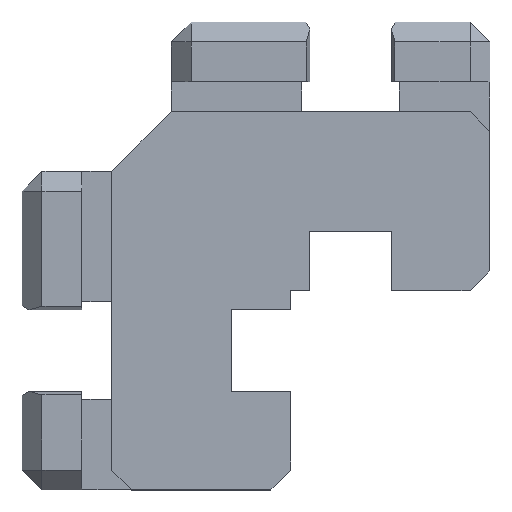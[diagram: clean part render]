
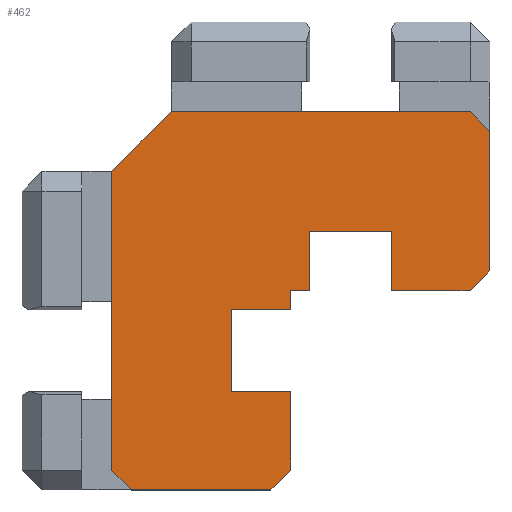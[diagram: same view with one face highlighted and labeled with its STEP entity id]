
A CAD part, front view. The second image highlights one B-rep face of the part: STEP entity #462.
In plain terms, the highlighted planar face has unit normal (0, -1, 0).
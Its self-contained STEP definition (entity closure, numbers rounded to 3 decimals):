
#38 = CARTESIAN_POINT ( 'NONE',  ( 6., -2.6, 0. ) ) ;
#72 = DIRECTION ( 'NONE',  ( 0., 0., -1. ) ) ;
#178 = CARTESIAN_POINT ( 'NONE',  ( 8., -2.6, -19. ) ) ;
#186 = CARTESIAN_POINT ( 'NONE',  ( 0., -2.6, -3. ) ) ;
#217 = VERTEX_POINT ( 'NONE', #3209 ) ;
#240 = CARTESIAN_POINT ( 'NONE',  ( 1., -2.6, -19. ) ) ;
#255 = VERTEX_POINT ( 'NONE', #1663 ) ;
#266 = ORIENTED_EDGE ( 'NONE', *, *, #1831, .T. ) ;
#277 = VERTEX_POINT ( 'NONE', #1649 ) ;
#284 = EDGE_CURVE ( 'NONE', #1185, #1186, #550, .T. ) ;
#326 = EDGE_CURVE ( 'NONE', #1926, #1654, #637, .T. ) ;
#349 = VECTOR ( 'NONE', #3160, 1000. ) ;
#358 = CARTESIAN_POINT ( 'NONE',  ( 9., -2.6, -9. ) ) ;
#417 = EDGE_CURVE ( 'NONE', #3391, #3338, #3437, .T. ) ;
#462 = ADVANCED_FACE ( 'NONE', ( #524 ), #1714, .F. ) ;
#485 = VECTOR ( 'NONE', #2085, 1000. ) ;
#498 = EDGE_CURVE ( 'NONE', #848, #3409, #1176, .T. ) ;
#509 = EDGE_CURVE ( 'NONE', #1568, #217, #2423, .T. ) ;
#524 = FACE_OUTER_BOUND ( 'NONE', #2161, .T. ) ;
#531 = ORIENTED_EDGE ( 'NONE', *, *, #2959, .F. ) ;
#550 = LINE ( 'NONE', #2520, #1294 ) ;
#555 = VECTOR ( 'NONE', #1834, 1000. ) ;
#570 = ORIENTED_EDGE ( 'NONE', *, *, #1144, .F. ) ;
#580 = DIRECTION ( 'NONE',  ( 0., 0., -1. ) ) ;
#633 = DIRECTION ( 'NONE',  ( -1., 0., 0. ) ) ;
#637 = LINE ( 'NONE', #2507, #1031 ) ;
#638 = DIRECTION ( 'NONE',  ( 1., 0., 0. ) ) ;
#652 = VECTOR ( 'NONE', #3202, 1000. ) ;
#653 = VERTEX_POINT ( 'NONE', #3369 ) ;
#667 = CARTESIAN_POINT ( 'NONE',  ( 19., -2.6, -1. ) ) ;
#669 = DIRECTION ( 'NONE',  ( -1., 0., 0. ) ) ;
#681 = CARTESIAN_POINT ( 'NONE',  ( 3., -2.6, 0. ) ) ;
#701 = LINE ( 'NONE', #2787, #1362 ) ;
#726 = CARTESIAN_POINT ( 'NONE',  ( 19., -2.6, 0. ) ) ;
#770 = VECTOR ( 'NONE', #1368, 1000. ) ;
#804 = CARTESIAN_POINT ( 'NONE',  ( 6., -2.6, -14.046 ) ) ;
#848 = VERTEX_POINT ( 'NONE', #1348 ) ;
#855 = VERTEX_POINT ( 'NONE', #1367 ) ;
#859 = ORIENTED_EDGE ( 'NONE', *, *, #1022, .F. ) ;
#867 = ORIENTED_EDGE ( 'NONE', *, *, #1754, .T. ) ;
#882 = CARTESIAN_POINT ( 'NONE',  ( 9., -2.6, -14.046 ) ) ;
#898 = DIRECTION ( 'NONE',  ( 0., 0., 1. ) ) ;
#919 = VECTOR ( 'NONE', #1869, 1000. ) ;
#944 = CARTESIAN_POINT ( 'NONE',  ( 9., -2.6, -9.954 ) ) ;
#963 = LINE ( 'NONE', #1313, #2304 ) ;
#976 = CARTESIAN_POINT ( 'NONE',  ( 0., -2.6, -18. ) ) ;
#1021 = DIRECTION ( 'NONE',  ( 0., 0., -1. ) ) ;
#1022 = EDGE_CURVE ( 'NONE', #2185, #855, #2220, .T. ) ;
#1031 = VECTOR ( 'NONE', #72, 1000. ) ;
#1037 = LINE ( 'NONE', #1853, #2374 ) ;
#1089 = VECTOR ( 'NONE', #1747, 1000. ) ;
#1097 = ORIENTED_EDGE ( 'NONE', *, *, #1234, .T. ) ;
#1104 = EDGE_CURVE ( 'NONE', #1605, #1186, #1809, .T. ) ;
#1144 = EDGE_CURVE ( 'NONE', #1926, #653, #1730, .T. ) ;
#1145 = VERTEX_POINT ( 'NONE', #1597 ) ;
#1176 = LINE ( 'NONE', #358, #1089 ) ;
#1185 = VERTEX_POINT ( 'NONE', #2138 ) ;
#1186 = VERTEX_POINT ( 'NONE', #240 ) ;
#1192 = ORIENTED_EDGE ( 'NONE', *, *, #326, .T. ) ;
#1212 = CARTESIAN_POINT ( 'NONE',  ( 6., -2.6, -9.954 ) ) ;
#1234 = EDGE_CURVE ( 'NONE', #2185, #3338, #1396, .T. ) ;
#1267 = ORIENTED_EDGE ( 'NONE', *, *, #3022, .F. ) ;
#1294 = VECTOR ( 'NONE', #633, 1000. ) ;
#1313 = CARTESIAN_POINT ( 'NONE',  ( 0., -2.6, -19. ) ) ;
#1328 = DIRECTION ( 'NONE',  ( 0., 0., 1. ) ) ;
#1348 = CARTESIAN_POINT ( 'NONE',  ( 9., -2.6, -9. ) ) ;
#1354 = VECTOR ( 'NONE', #580, 1000. ) ;
#1362 = VECTOR ( 'NONE', #638, 1000. ) ;
#1367 = CARTESIAN_POINT ( 'NONE',  ( 9., -2.6, -18. ) ) ;
#1368 = DIRECTION ( 'NONE',  ( 1., 0., 0. ) ) ;
#1396 = LINE ( 'NONE', #804, #652 ) ;
#1489 = DIRECTION ( 'NONE',  ( -0.707, 0., 0.707 ) ) ;
#1531 = VERTEX_POINT ( 'NONE', #2531 ) ;
#1568 = VERTEX_POINT ( 'NONE', #667 ) ;
#1597 = CARTESIAN_POINT ( 'NONE',  ( 0., -2.6, -3. ) ) ;
#1605 = VERTEX_POINT ( 'NONE', #976 ) ;
#1634 = VECTOR ( 'NONE', #2607, 1000. ) ;
#1649 = CARTESIAN_POINT ( 'NONE',  ( 18., -2.6, -9. ) ) ;
#1654 = VERTEX_POINT ( 'NONE', #2327 ) ;
#1663 = CARTESIAN_POINT ( 'NONE',  ( 19., -2.6, -8. ) ) ;
#1714 = PLANE ( 'NONE',  #3267 ) ;
#1730 = LINE ( 'NONE', #3415, #919 ) ;
#1745 = ORIENTED_EDGE ( 'NONE', *, *, #1837, .F. ) ;
#1747 = DIRECTION ( 'NONE',  ( 0., 0., -1. ) ) ;
#1754 = EDGE_CURVE ( 'NONE', #1531, #653, #2621, .T. ) ;
#1804 = LINE ( 'NONE', #2346, #1634 ) ;
#1809 = LINE ( 'NONE', #2895, #349 ) ;
#1831 = EDGE_CURVE ( 'NONE', #1185, #855, #2549, .T. ) ;
#1834 = DIRECTION ( 'NONE',  ( 0.707, 0., 0.707 ) ) ;
#1837 = EDGE_CURVE ( 'NONE', #1568, #255, #1855, .T. ) ;
#1853 = CARTESIAN_POINT ( 'NONE',  ( 19., -2.6, -9. ) ) ;
#1855 = LINE ( 'NONE', #726, #3169 ) ;
#1864 = ORIENTED_EDGE ( 'NONE', *, *, #2342, .F. ) ;
#1869 = DIRECTION ( 'NONE',  ( -1., 0., 0. ) ) ;
#1884 = EDGE_CURVE ( 'NONE', #1605, #1145, #963, .T. ) ;
#1926 = VERTEX_POINT ( 'NONE', #3181 ) ;
#1980 = CARTESIAN_POINT ( 'NONE',  ( 0., -2.6, 0. ) ) ;
#1986 = ORIENTED_EDGE ( 'NONE', *, *, #498, .F. ) ;
#1987 = CARTESIAN_POINT ( 'NONE',  ( 6., -2.6, -14.046 ) ) ;
#2003 = LINE ( 'NONE', #186, #555 ) ;
#2024 = ORIENTED_EDGE ( 'NONE', *, *, #284, .F. ) ;
#2029 = CARTESIAN_POINT ( 'NONE',  ( 19., -2.6, -9. ) ) ;
#2048 = ORIENTED_EDGE ( 'NONE', *, *, #3110, .T. ) ;
#2055 = ORIENTED_EDGE ( 'NONE', *, *, #1884, .F. ) ;
#2085 = DIRECTION ( 'NONE',  ( 0.707, 0., 0.707 ) ) ;
#2104 = ORIENTED_EDGE ( 'NONE', *, *, #417, .F. ) ;
#2138 = CARTESIAN_POINT ( 'NONE',  ( 8., -2.6, -19. ) ) ;
#2161 = EDGE_LOOP ( 'NONE', ( #2055, #2532, #2024, #266, #859, #1097, #2104, #2048, #1986, #1864, #867, #570, #1192, #1267, #2449, #1745, #2268, #2825, #531 ) ) ;
#2185 = VERTEX_POINT ( 'NONE', #882 ) ;
#2220 = LINE ( 'NONE', #2728, #1354 ) ;
#2268 = ORIENTED_EDGE ( 'NONE', *, *, #509, .T. ) ;
#2304 = VECTOR ( 'NONE', #2371, 1000. ) ;
#2327 = CARTESIAN_POINT ( 'NONE',  ( 14.046, -2.6, -9. ) ) ;
#2342 = EDGE_CURVE ( 'NONE', #1531, #848, #3354, .T. ) ;
#2346 = CARTESIAN_POINT ( 'NONE',  ( 18., -2.6, -9. ) ) ;
#2371 = DIRECTION ( 'NONE',  ( 0., 0., 1. ) ) ;
#2374 = VECTOR ( 'NONE', #2395, 1000. ) ;
#2395 = DIRECTION ( 'NONE',  ( -1., 0., 0. ) ) ;
#2405 = CARTESIAN_POINT ( 'NONE',  ( 9., -2.6, -9.954 ) ) ;
#2423 = LINE ( 'NONE', #3060, #3282 ) ;
#2436 = EDGE_CURVE ( 'NONE', #277, #255, #1804, .T. ) ;
#2449 = ORIENTED_EDGE ( 'NONE', *, *, #2436, .T. ) ;
#2457 = VECTOR ( 'NONE', #1328, 1000. ) ;
#2502 = DIRECTION ( 'NONE',  ( 0., 1., 0. ) ) ;
#2507 = CARTESIAN_POINT ( 'NONE',  ( 14.046, -2.6, 0. ) ) ;
#2520 = CARTESIAN_POINT ( 'NONE',  ( 9., -2.6, -19. ) ) ;
#2531 = CARTESIAN_POINT ( 'NONE',  ( 9.954, -2.6, -9. ) ) ;
#2532 = ORIENTED_EDGE ( 'NONE', *, *, #1104, .T. ) ;
#2549 = LINE ( 'NONE', #178, #485 ) ;
#2607 = DIRECTION ( 'NONE',  ( 0.707, 0., 0.707 ) ) ;
#2621 = LINE ( 'NONE', #3172, #2457 ) ;
#2663 = VECTOR ( 'NONE', #669, 1000. ) ;
#2728 = CARTESIAN_POINT ( 'NONE',  ( 9., -2.6, -9. ) ) ;
#2742 = DIRECTION ( 'NONE',  ( 0., 0., -1. ) ) ;
#2747 = VECTOR ( 'NONE', #2742, 1000. ) ;
#2787 = CARTESIAN_POINT ( 'NONE',  ( 3., -2.6, 0. ) ) ;
#2825 = ORIENTED_EDGE ( 'NONE', *, *, #3370, .F. ) ;
#2895 = CARTESIAN_POINT ( 'NONE',  ( 0., -2.6, -18. ) ) ;
#2959 = EDGE_CURVE ( 'NONE', #1145, #3441, #2003, .T. ) ;
#3022 = EDGE_CURVE ( 'NONE', #277, #1654, #1037, .T. ) ;
#3060 = CARTESIAN_POINT ( 'NONE',  ( 19., -2.6, -1. ) ) ;
#3110 = EDGE_CURVE ( 'NONE', #3391, #3409, #3156, .T. ) ;
#3156 = LINE ( 'NONE', #2405, #770 ) ;
#3160 = DIRECTION ( 'NONE',  ( 0.707, 0., -0.707 ) ) ;
#3169 = VECTOR ( 'NONE', #1021, 1000. ) ;
#3172 = CARTESIAN_POINT ( 'NONE',  ( 9.954, -2.6, 0. ) ) ;
#3181 = CARTESIAN_POINT ( 'NONE',  ( 14.046, -2.6, -6. ) ) ;
#3202 = DIRECTION ( 'NONE',  ( -1., 0., 0. ) ) ;
#3209 = CARTESIAN_POINT ( 'NONE',  ( 18., -2.6, 0. ) ) ;
#3267 = AXIS2_PLACEMENT_3D ( 'NONE', #1980, #2502, #898 ) ;
#3282 = VECTOR ( 'NONE', #1489, 1000. ) ;
#3338 = VERTEX_POINT ( 'NONE', #1987 ) ;
#3354 = LINE ( 'NONE', #2029, #2663 ) ;
#3369 = CARTESIAN_POINT ( 'NONE',  ( 9.954, -2.6, -6. ) ) ;
#3370 = EDGE_CURVE ( 'NONE', #3441, #217, #701, .T. ) ;
#3391 = VERTEX_POINT ( 'NONE', #1212 ) ;
#3409 = VERTEX_POINT ( 'NONE', #944 ) ;
#3415 = CARTESIAN_POINT ( 'NONE',  ( 0., -2.6, -6. ) ) ;
#3437 = LINE ( 'NONE', #38, #2747 ) ;
#3441 = VERTEX_POINT ( 'NONE', #681 ) ;
